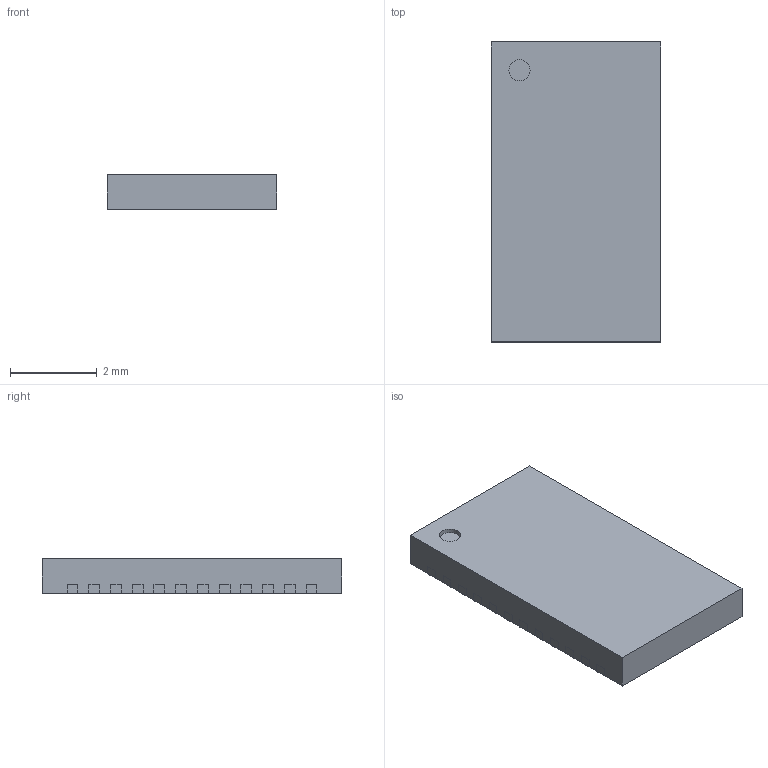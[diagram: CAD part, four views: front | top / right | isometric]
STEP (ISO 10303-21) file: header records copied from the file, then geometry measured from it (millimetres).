
FILE_DESCRIPTION(('Open CASCADE Model'),'2;1');
FILE_NAME('Open CASCADE Shape Model','2022-01-28T12:32:32',('Author'),( 'Open CASCADE'),'Open CASCADE STEP processor 6.8','Open CASCADE 6.8' ,'Unknown');
FILE_SCHEMA(('AUTOMOTIVE_DESIGN_CC2 { 1 2 10303 214 -1 1 5 4 }'));
Length unit declared in the file: millimetre
Products named in the file (8): DFN24.step; Open CASCADE STEP translator 6.8 26.1; Body; Open CASCADE STEP translator 6.8 26.2.1; Thermal_Shape; Pin_Shape; Open CASCADE STEP translator 6.8 26.4.1; Open CASCADE STEP translator 6.8 26.4.2
Assembly tree (30 placements, depth 3):
  DFN24.step
    Open CASCADE STEP translator 6.8 26.1
    Body
      Open CASCADE STEP translator 6.8 26.2.1
    Thermal_Shape
    Pin_Shape  x24
      Open CASCADE STEP translator 6.8 26.4.1
      Open CASCADE STEP translator 6.8 26.4.2
Bounding box: 3.9 x 6.9 x 0.8 mm (x, y, z)
Volume: 21.5 mm3; surface area: 111.9 mm2
Topology: 26 solids, 51 shells, 184 faces, 415 edges, 309 vertices
Faces by surface type: plane 183, cylinder 1
Full cylindrical faces by diameter (mm): 0.487 x1
Entity records: 1552 total; most frequent: DIRECTION 246, CARTESIAN_POINT 229, LINE 130, VECTOR 130, ORIENTED_EDGE 89, PCURVE 89, DEFINITIONAL_REPRESENTATION 89, AXIS2_PLACEMENT_3D 57
